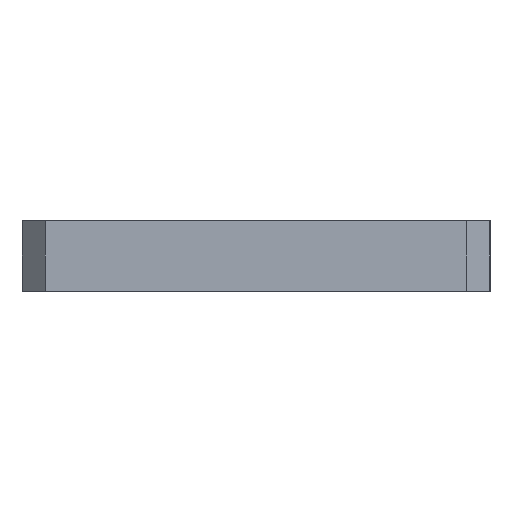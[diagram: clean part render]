
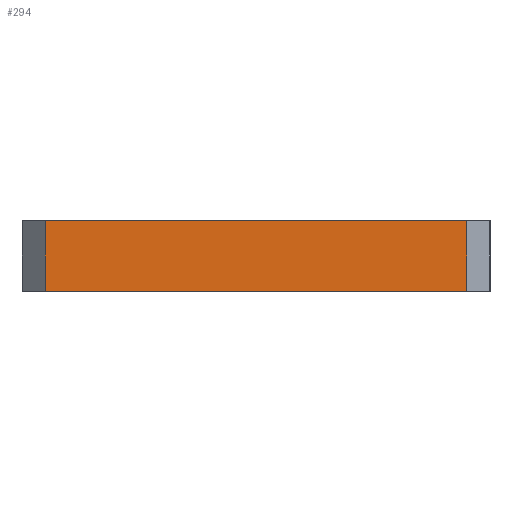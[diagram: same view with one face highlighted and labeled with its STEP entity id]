
A CAD part, left-side view. The second image highlights one B-rep face of the part: STEP entity #294.
In plain terms, the highlighted planar face has unit normal (-1, 0, 0).
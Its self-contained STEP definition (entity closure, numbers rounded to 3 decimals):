
#52 = CARTESIAN_POINT ( 'NONE',  ( -18.475, 1., 0. ) ) ;
#59 = VECTOR ( 'NONE', #931, 1000. ) ;
#81 = EDGE_CURVE ( 'NONE', #824, #1153, #1490, .T. ) ;
#92 = LINE ( 'NONE', #1081, #59 ) ;
#110 = CARTESIAN_POINT ( 'NONE',  ( -18.475, 1., 3. ) ) ;
#160 = EDGE_CURVE ( 'NONE', #1401, #460, #537, .T. ) ;
#219 = ORIENTED_EDGE ( 'NONE', *, *, #243, .T. ) ;
#237 = ORIENTED_EDGE ( 'NONE', *, *, #81, .T. ) ;
#243 = EDGE_CURVE ( 'NONE', #1401, #824, #92, .T. ) ;
#254 = VECTOR ( 'NONE', #1088, 1000. ) ;
#294 = ADVANCED_FACE ( 'NONE', ( #590 ), #340, .F. ) ;
#314 = EDGE_LOOP ( 'NONE', ( #1055, #219, #237, #951 ) ) ;
#340 = PLANE ( 'NONE',  #891 ) ;
#385 = CARTESIAN_POINT ( 'NONE',  ( -18.475, 20., 0. ) ) ;
#430 = VECTOR ( 'NONE', #1018, 1000. ) ;
#460 = VERTEX_POINT ( 'NONE', #526 ) ;
#526 = CARTESIAN_POINT ( 'NONE',  ( -18.475, 1., 3. ) ) ;
#537 = LINE ( 'NONE', #768, #430 ) ;
#554 = DIRECTION ( 'NONE',  ( 1., 0., 0. ) ) ;
#590 = FACE_OUTER_BOUND ( 'NONE', #314, .T. ) ;
#701 = CARTESIAN_POINT ( 'NONE',  ( -18.475, 20., 3. ) ) ;
#768 = CARTESIAN_POINT ( 'NONE',  ( -18.475, 20., 3. ) ) ;
#824 = VERTEX_POINT ( 'NONE', #1056 ) ;
#891 = AXIS2_PLACEMENT_3D ( 'NONE', #701, #554, #1318 ) ;
#931 = DIRECTION ( 'NONE',  ( 0., 0., -1. ) ) ;
#951 = ORIENTED_EDGE ( 'NONE', *, *, #1020, .T. ) ;
#984 = CARTESIAN_POINT ( 'NONE',  ( -18.475, 19., 3. ) ) ;
#1018 = DIRECTION ( 'NONE',  ( 0., -1., 0. ) ) ;
#1020 = EDGE_CURVE ( 'NONE', #1153, #460, #1105, .T. ) ;
#1055 = ORIENTED_EDGE ( 'NONE', *, *, #160, .F. ) ;
#1056 = CARTESIAN_POINT ( 'NONE',  ( -18.475, 19., 0. ) ) ;
#1081 = CARTESIAN_POINT ( 'NONE',  ( -18.475, 19., 3. ) ) ;
#1088 = DIRECTION ( 'NONE',  ( 0., 0., 1. ) ) ;
#1105 = LINE ( 'NONE', #110, #254 ) ;
#1151 = DIRECTION ( 'NONE',  ( 0., -1., 0. ) ) ;
#1153 = VERTEX_POINT ( 'NONE', #52 ) ;
#1186 = VECTOR ( 'NONE', #1151, 1000. ) ;
#1318 = DIRECTION ( 'NONE',  ( 0., 1., 0. ) ) ;
#1401 = VERTEX_POINT ( 'NONE', #984 ) ;
#1490 = LINE ( 'NONE', #385, #1186 ) ;
